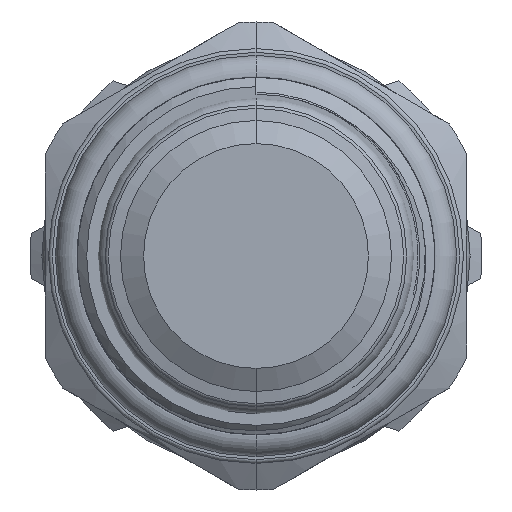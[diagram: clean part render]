
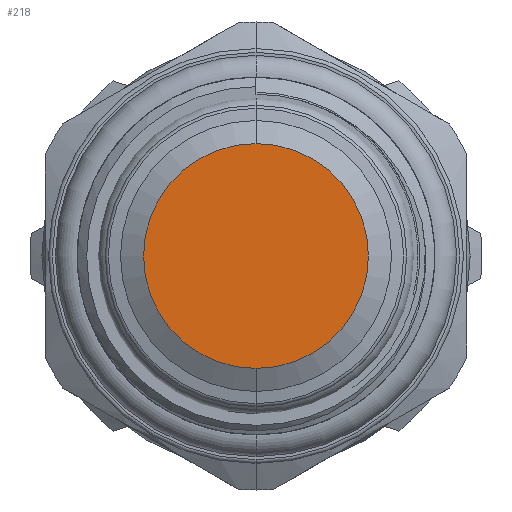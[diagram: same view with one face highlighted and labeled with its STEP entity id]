
A CAD part, left-side view. The second image highlights one B-rep face of the part: STEP entity #218.
In plain terms, the highlighted planar face has unit normal (-1, 0, 0).
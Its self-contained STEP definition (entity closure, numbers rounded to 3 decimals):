
#218 = ADVANCED_FACE ( 'NONE', ( #3108 ), #2688, .F. ) ;
#1035 = ORIENTED_EDGE ( 'NONE', *, *, #9423, .T. ) ;
#1036 = ORIENTED_EDGE ( 'NONE', *, *, #9816, .T. ) ;
#1806 = EDGE_LOOP ( 'NONE', ( #1035, #1036 ) ) ;
#1914 = VERTEX_POINT ( 'NONE', #4797 ) ;
#1917 = VERTEX_POINT ( 'NONE', #4800 ) ;
#2686 = CARTESIAN_POINT ( 'NONE',  ( -29.34, 0., 0. ) ) ;
#2688 = PLANE ( 'NONE',  #10175 ) ;
#2692 = DIRECTION ( 'NONE',  ( 1., 0., 0. ) ) ;
#2693 = DIRECTION ( 'NONE',  ( 0., 0., -1. ) ) ;
#3108 = FACE_OUTER_BOUND ( 'NONE', #1806, .T. ) ;
#3441 = CIRCLE ( 'NONE', #10587, 5.923 ) ;
#4797 = CARTESIAN_POINT ( 'NONE',  ( -29.34, 0., -5.923 ) ) ;
#4800 = CARTESIAN_POINT ( 'NONE',  ( -29.34, 0., 5.923 ) ) ;
#5317 = CARTESIAN_POINT ( 'NONE',  ( -29.34, 0., 0. ) ) ;
#5318 = DIRECTION ( 'NONE',  ( -1., 0., 0. ) ) ;
#5319 = DIRECTION ( 'NONE',  ( 0., 0., 1. ) ) ;
#6179 = CIRCLE ( 'NONE', #10443, 5.923 ) ;
#7833 = CARTESIAN_POINT ( 'NONE',  ( -29.34, 0., 0. ) ) ;
#7834 = DIRECTION ( 'NONE',  ( -1., 0., 0. ) ) ;
#7835 = DIRECTION ( 'NONE',  ( 0., 0., 1. ) ) ;
#9423 = EDGE_CURVE ( 'NONE', #1914, #1917, #3441, .T. ) ;
#9816 = EDGE_CURVE ( 'NONE', #1917, #1914, #6179, .T. ) ;
#10175 = AXIS2_PLACEMENT_3D ( 'NONE', #2686, #2692, #2693 ) ;
#10443 = AXIS2_PLACEMENT_3D ( 'NONE', #7833, #7834, #7835 ) ;
#10587 = AXIS2_PLACEMENT_3D ( 'NONE', #5317, #5318, #5319 ) ;
